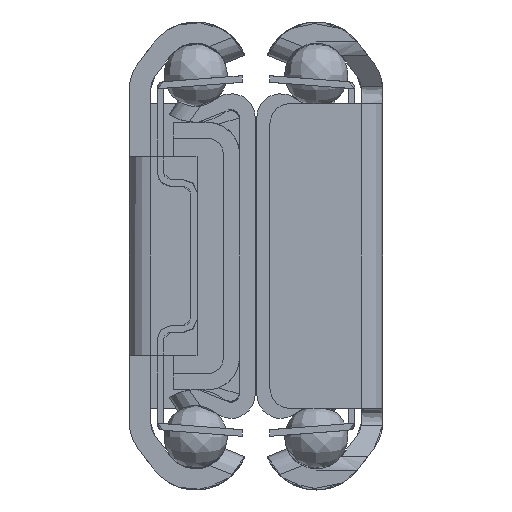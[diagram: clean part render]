
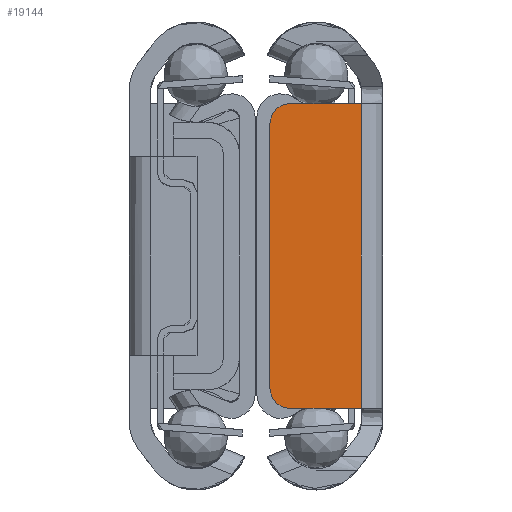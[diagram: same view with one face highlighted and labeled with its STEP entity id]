
A CAD part, left-side view. The second image highlights one B-rep face of the part: STEP entity #19144.
In plain terms, the highlighted free-form (B-spline) face has degree [1, 1] with [2, 2] control points.
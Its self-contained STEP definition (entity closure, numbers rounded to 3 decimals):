
#17533=CARTESIAN_POINT('',(-936.0,-17.5,-11.5));
#17534=VERTEX_POINT('',#17533);
#17555=CARTESIAN_POINT('',(-936.0,-17.5,11.5));
#17556=VERTEX_POINT('',#17555);
#17570=CARTESIAN_POINT('',(-936.0,-17.5,-11.5));
#17571=CARTESIAN_POINT('',(-936.0,-17.5,11.5));
#17572=QUASI_UNIFORM_CURVE('',1,(#17570,#17571),.UNSPECIFIED.,.F.,.U.);
#17573=EDGE_CURVE('',#17534,#17556,#17572,.T.);
#17722=CARTESIAN_POINT('',(-936.0,-12.1,-11.5));
#17723=VERTEX_POINT('',#17722);
#17729=CARTESIAN_POINT('',(-936.0,-10.6,-10.0));
#17730=VERTEX_POINT('',#17729);
#17731=CARTESIAN_POINT('',(-936.0,-10.6,-10.0));
#17732=CARTESIAN_POINT('',(-936.,-10.6,-11.5));
#17733=CARTESIAN_POINT('',(-936.0,-12.1,-11.5));
#17741=(BOUNDED_CURVE()B_SPLINE_CURVE(2,(#17731,#17732,#17733),.UNSPECIFIED.,.F.,.U.)CURVE()GEOMETRIC_REPRESENTATION_ITEM()QUASI_UNIFORM_CURVE()RATIONAL_B_SPLINE_CURVE((1.0,0.707,1.0))REPRESENTATION_ITEM(''));
#17742=EDGE_CURVE('',#17730,#17723,#17741,.T.);
#17759=CARTESIAN_POINT('',(-936.0,-10.6,10.0));
#17760=VERTEX_POINT('',#17759);
#17761=CARTESIAN_POINT('',(-936.0,-10.6,10.0));
#17762=CARTESIAN_POINT('',(-936.0,-10.6,-10.0));
#17763=QUASI_UNIFORM_CURVE('',1,(#17761,#17762),.UNSPECIFIED.,.F.,.U.);
#17764=EDGE_CURVE('',#17760,#17730,#17763,.T.);
#17790=CARTESIAN_POINT('',(-936.0,-12.1,11.5));
#17791=VERTEX_POINT('',#17790);
#17792=CARTESIAN_POINT('',(-936.0,-12.1,11.5));
#17793=CARTESIAN_POINT('',(-936.,-10.6,11.5));
#17794=CARTESIAN_POINT('',(-936.0,-10.6,10.0));
#17802=(BOUNDED_CURVE()B_SPLINE_CURVE(2,(#17792,#17793,#17794),.UNSPECIFIED.,.F.,.U.)CURVE()GEOMETRIC_REPRESENTATION_ITEM()QUASI_UNIFORM_CURVE()RATIONAL_B_SPLINE_CURVE((1.0,0.707,1.0))REPRESENTATION_ITEM(''));
#17803=EDGE_CURVE('',#17791,#17760,#17802,.T.);
#17922=CARTESIAN_POINT('',(-936.0,-17.5,11.5));
#17923=CARTESIAN_POINT('',(-936.0,-12.1,11.5));
#17924=QUASI_UNIFORM_CURVE('',1,(#17922,#17923),.UNSPECIFIED.,.F.,.U.);
#17925=EDGE_CURVE('',#17556,#17791,#17924,.T.);
#18201=CARTESIAN_POINT('',(-936.0,-17.5,-11.5));
#18202=CARTESIAN_POINT('',(-936.0,-12.1,-11.5));
#18203=QUASI_UNIFORM_CURVE('',1,(#18201,#18202),.UNSPECIFIED.,.F.,.U.);
#18204=EDGE_CURVE('',#17534,#17723,#18203,.T.);
#19131=CARTESIAN_POINT('',(-936.0,-10.255,12.649));
#19132=CARTESIAN_POINT('',(-936.0,-17.845,12.649));
#19133=CARTESIAN_POINT('',(-936.0,-10.255,-12.649));
#19134=CARTESIAN_POINT('',(-936.0,-17.845,-12.649));
#19135=B_SPLINE_SURFACE_WITH_KNOTS('',1,1,((#19131,#19133),(#19132,#19134)),.UNSPECIFIED.,.F.,.F.,.U.,(2,2),(2,2),(0.0,7.589),(0.0,25.298),.UNSPECIFIED.);
#19136=ORIENTED_EDGE('',*,*,#18204,.F.);
#19137=ORIENTED_EDGE('',*,*,#17573,.T.);
#19138=ORIENTED_EDGE('',*,*,#17925,.T.);
#19139=ORIENTED_EDGE('',*,*,#17803,.T.);
#19140=ORIENTED_EDGE('',*,*,#17764,.T.);
#19141=ORIENTED_EDGE('',*,*,#17742,.T.);
#19142=EDGE_LOOP('',(#19136,#19137,#19138,#19139,#19140,#19141));
#19143=FACE_OUTER_BOUND('',#19142,.T.);
#19144=ADVANCED_FACE('',(#19143),#19135,.F.);
